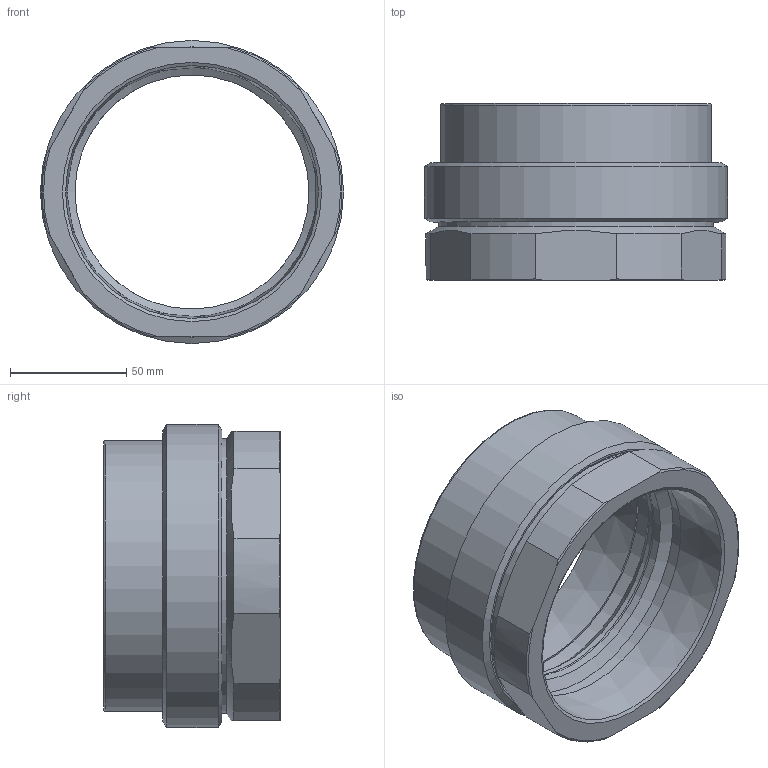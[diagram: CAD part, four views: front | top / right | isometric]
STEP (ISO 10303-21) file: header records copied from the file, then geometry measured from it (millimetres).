
FILE_DESCRIPTION(/* description */ (''),/* implementation_level */ '2;1');
FILE_NAME(/* name */ 'KIL_UNF400.stp',/* time_stamp */ '2021-04-07T09:42:21-05:00',/* author */ ('nsantoro'),/* organization */ (''),/* preprocessor_version */ 'ST-DEVELOPER v18',/* originating_system */ 'Autodesk Inventor 2020',/* authorisation */ '');
FILE_SCHEMA (('AUTOMOTIVE_DESIGN { 1 0 10303 214 3 1 1 }'));
Length unit declared in the file: inch
Products named in the file (1): UNF400 (AFC)_Shrinkwrap_1
Bounding box: 130.3 x 75.95 x 130.3 mm (x, y, z)
Volume: 238846.8 mm3; surface area: 93381.1 mm2
Topology: 3 solids, 3 shells, 53 faces, 151 edges, 106 vertices
Faces by surface type: cone 21, cylinder 17, plane 14, torus 1
Full cylindrical faces by diameter (mm): 100.584 x1, 100.838 x1, 108.75 x1, 110.363 x1, 116.586 x1, 117.348 x1, 118.237 x1, 119.126 x1, 119.888 x1, 121.412 x1, 130.302 x1
Entity records: 1890 total; most frequent: CARTESIAN_POINT 347, DIRECTION 330, ORIENTED_EDGE 302, EDGE_CURVE 151, AXIS2_PLACEMENT_3D 143, VERTEX_POINT 106, CIRCLE 89, EDGE_LOOP 61
